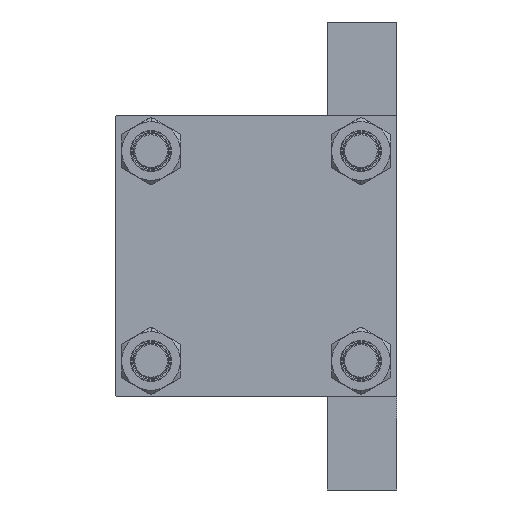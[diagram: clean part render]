
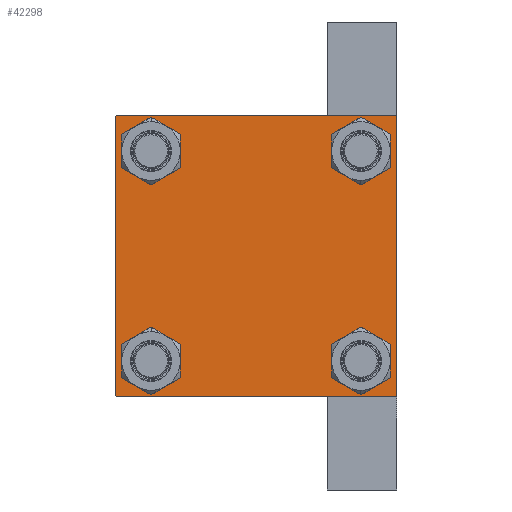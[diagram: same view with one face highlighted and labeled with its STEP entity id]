
A CAD part, left-side view. The second image highlights one B-rep face of the part: STEP entity #42298.
In plain terms, the highlighted planar face has unit normal (-1, 0, 0).
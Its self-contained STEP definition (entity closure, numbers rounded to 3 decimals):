
#132 = CARTESIAN_POINT ( 'NONE',  ( 0., 48.45, 56.95 ) ) ;
#630 = CIRCLE ( 'NONE', #34134, 8.5 ) ;
#818 = EDGE_CURVE ( 'NONE', #31265, #19567, #4994, .T. ) ;
#819 = FACE_BOUND ( 'NONE', #43171, .T. ) ;
#1383 = AXIS2_PLACEMENT_3D ( 'NONE', #27201, #42080, #45249 ) ;
#1575 = CARTESIAN_POINT ( 'NONE',  ( 0., 65., 65. ) ) ;
#1916 = CARTESIAN_POINT ( 'NONE',  ( 0., 48.45, 48.45 ) ) ;
#2240 = CARTESIAN_POINT ( 'NONE',  ( 0., 64.75, 64.75 ) ) ;
#3043 = CIRCLE ( 'NONE', #36556, 8.5 ) ;
#3783 = EDGE_LOOP ( 'NONE', ( #31027, #7764 ) ) ;
#4319 = CARTESIAN_POINT ( 'NONE',  ( 0., 48.45, -48.45 ) ) ;
#4400 = LINE ( 'NONE', #4648, #14301 ) ;
#4648 = CARTESIAN_POINT ( 'NONE',  ( 0., -64.75, -64.75 ) ) ;
#4767 = ORIENTED_EDGE ( 'NONE', *, *, #27165, .T. ) ;
#4994 = LINE ( 'NONE', #1575, #35017 ) ;
#5113 = CARTESIAN_POINT ( 'NONE',  ( 0., -48.45, -56.95 ) ) ;
#5434 = ORIENTED_EDGE ( 'NONE', *, *, #41126, .T. ) ;
#6265 = LINE ( 'NONE', #18862, #9429 ) ;
#6273 = VERTEX_POINT ( 'NONE', #21603 ) ;
#6602 = VERTEX_POINT ( 'NONE', #46918 ) ;
#6941 = VECTOR ( 'NONE', #18050, 1000. ) ;
#7094 = AXIS2_PLACEMENT_3D ( 'NONE', #15056, #19188, #45542 ) ;
#7384 = CIRCLE ( 'NONE', #38584, 8.5 ) ;
#7502 = EDGE_CURVE ( 'NONE', #35914, #37427, #9433, .T. ) ;
#7644 = FACE_BOUND ( 'NONE', #40171, .T. ) ;
#7764 = ORIENTED_EDGE ( 'NONE', *, *, #32216, .T. ) ;
#8133 = PLANE ( 'NONE',  #14897 ) ;
#9429 = VECTOR ( 'NONE', #43847, 1000. ) ;
#9433 = CIRCLE ( 'NONE', #7094, 8.5 ) ;
#9686 = CARTESIAN_POINT ( 'NONE',  ( 0., 64.5, -65. ) ) ;
#9957 = CIRCLE ( 'NONE', #1383, 8.5 ) ;
#9988 = DIRECTION ( 'NONE',  ( 0., 0., 1. ) ) ;
#10026 = VECTOR ( 'NONE', #10830, 1000. ) ;
#10830 = DIRECTION ( 'NONE',  ( 0., -0.707, -0.707 ) ) ;
#11193 = EDGE_CURVE ( 'NONE', #6602, #25450, #4400, .T. ) ;
#11396 = DIRECTION ( 'NONE',  ( 1., 0., 0. ) ) ;
#13794 = EDGE_LOOP ( 'NONE', ( #13841, #13999 ) ) ;
#13841 = ORIENTED_EDGE ( 'NONE', *, *, #34317, .T. ) ;
#13849 = EDGE_CURVE ( 'NONE', #22053, #25450, #15463, .T. ) ;
#13999 = ORIENTED_EDGE ( 'NONE', *, *, #7502, .T. ) ;
#14301 = VECTOR ( 'NONE', #34183, 1000. ) ;
#14672 = ORIENTED_EDGE ( 'NONE', *, *, #41206, .T. ) ;
#14897 = AXIS2_PLACEMENT_3D ( 'NONE', #19112, #26695, #26935 ) ;
#15043 = EDGE_CURVE ( 'NONE', #31237, #28899, #7384, .T. ) ;
#15056 = CARTESIAN_POINT ( 'NONE',  ( 0., 48.45, -48.45 ) ) ;
#15353 = AXIS2_PLACEMENT_3D ( 'NONE', #41890, #11396, #37759 ) ;
#15463 = LINE ( 'NONE', #44991, #40120 ) ;
#15670 = ORIENTED_EDGE ( 'NONE', *, *, #28082, .T. ) ;
#17148 = CARTESIAN_POINT ( 'NONE',  ( 0., -48.45, 39.95 ) ) ;
#17875 = EDGE_CURVE ( 'NONE', #29832, #26509, #30444, .T. ) ;
#18025 = DIRECTION ( 'NONE',  ( 1., 0., 0. ) ) ;
#18050 = DIRECTION ( 'NONE',  ( 0., -1., 0. ) ) ;
#18862 = CARTESIAN_POINT ( 'NONE',  ( 0., -64.75, 64.75 ) ) ;
#19112 = CARTESIAN_POINT ( 'NONE',  ( 0., 0., 0. ) ) ;
#19188 = DIRECTION ( 'NONE',  ( 1., 0., 0. ) ) ;
#19340 = DIRECTION ( 'NONE',  ( 0., 0., 1. ) ) ;
#19354 = FACE_OUTER_BOUND ( 'NONE', #41492, .T. ) ;
#19363 = CIRCLE ( 'NONE', #15353, 8.5 ) ;
#19567 = VERTEX_POINT ( 'NONE', #23686 ) ;
#20225 = CARTESIAN_POINT ( 'NONE',  ( 0., 65., 64.5 ) ) ;
#20701 = ORIENTED_EDGE ( 'NONE', *, *, #13849, .F. ) ;
#21603 = CARTESIAN_POINT ( 'NONE',  ( 0., 48.45, 39.95 ) ) ;
#21616 = CARTESIAN_POINT ( 'NONE',  ( 0., 48.45, -39.95 ) ) ;
#21908 = VECTOR ( 'NONE', #42990, 1000. ) ;
#22053 = VERTEX_POINT ( 'NONE', #37181 ) ;
#22208 = DIRECTION ( 'NONE',  ( 0., 0., 1. ) ) ;
#22298 = DIRECTION ( 'NONE',  ( 0., 0., -1. ) ) ;
#23370 = DIRECTION ( 'NONE',  ( 0., -1., 0. ) ) ;
#23686 = CARTESIAN_POINT ( 'NONE',  ( 0., 65., -64.5 ) ) ;
#24025 = DIRECTION ( 'NONE',  ( 0., 0., -1. ) ) ;
#25163 = CARTESIAN_POINT ( 'NONE',  ( 0., -48.45, 48.45 ) ) ;
#25352 = CARTESIAN_POINT ( 'NONE',  ( 0., -48.45, -39.95 ) ) ;
#25450 = VERTEX_POINT ( 'NONE', #37650 ) ;
#25628 = CARTESIAN_POINT ( 'NONE',  ( 0., 65., -65. ) ) ;
#25983 = CARTESIAN_POINT ( 'NONE',  ( 0., -64.5, 65. ) ) ;
#26509 = VERTEX_POINT ( 'NONE', #25983 ) ;
#26680 = DIRECTION ( 'NONE',  ( 1., 0., 0. ) ) ;
#26695 = DIRECTION ( 'NONE',  ( -1., 0., 0. ) ) ;
#26796 = CARTESIAN_POINT ( 'NONE',  ( 0., 65., 65. ) ) ;
#26935 = DIRECTION ( 'NONE',  ( 0., 0., 1. ) ) ;
#27165 = EDGE_CURVE ( 'NONE', #40941, #6602, #36617, .T. ) ;
#27201 = CARTESIAN_POINT ( 'NONE',  ( 0., 48.45, 48.45 ) ) ;
#27295 = ORIENTED_EDGE ( 'NONE', *, *, #15043, .T. ) ;
#28082 = EDGE_CURVE ( 'NONE', #37530, #6273, #3043, .T. ) ;
#28899 = VERTEX_POINT ( 'NONE', #17148 ) ;
#29298 = DIRECTION ( 'NONE',  ( 1., 0., 0. ) ) ;
#29603 = CARTESIAN_POINT ( 'NONE',  ( 0., 64.75, -64.75 ) ) ;
#29832 = VERTEX_POINT ( 'NONE', #37651 ) ;
#30428 = DIRECTION ( 'NONE',  ( 1., 0., 0. ) ) ;
#30444 = LINE ( 'NONE', #26796, #31665 ) ;
#31027 = ORIENTED_EDGE ( 'NONE', *, *, #37259, .T. ) ;
#31152 = DIRECTION ( 'NONE',  ( 0., 0., 1. ) ) ;
#31237 = VERTEX_POINT ( 'NONE', #43407 ) ;
#31265 = VERTEX_POINT ( 'NONE', #20225 ) ;
#31346 = VERTEX_POINT ( 'NONE', #25352 ) ;
#31665 = VECTOR ( 'NONE', #23370, 1000. ) ;
#32216 = EDGE_CURVE ( 'NONE', #40628, #31346, #19363, .T. ) ;
#32867 = ORIENTED_EDGE ( 'NONE', *, *, #35975, .T. ) ;
#33096 = ORIENTED_EDGE ( 'NONE', *, *, #40345, .T. ) ;
#33649 = EDGE_CURVE ( 'NONE', #6273, #37530, #9957, .T. ) ;
#34134 = AXIS2_PLACEMENT_3D ( 'NONE', #4319, #30428, #31152 ) ;
#34183 = DIRECTION ( 'NONE',  ( 0., -0.707, 0.707 ) ) ;
#34317 = EDGE_CURVE ( 'NONE', #37427, #35914, #630, .T. ) ;
#35017 = VECTOR ( 'NONE', #24025, 1000. ) ;
#35193 = LINE ( 'NONE', #2240, #21908 ) ;
#35914 = VERTEX_POINT ( 'NONE', #36455 ) ;
#35975 = EDGE_CURVE ( 'NONE', #19567, #40941, #44252, .T. ) ;
#36455 = CARTESIAN_POINT ( 'NONE',  ( 0., 48.45, -56.95 ) ) ;
#36556 = AXIS2_PLACEMENT_3D ( 'NONE', #1916, #39016, #42432 ) ;
#36592 = CARTESIAN_POINT ( 'NONE',  ( 0., -48.45, -48.45 ) ) ;
#36617 = LINE ( 'NONE', #25628, #6941 ) ;
#37181 = CARTESIAN_POINT ( 'NONE',  ( 0., -65., 64.5 ) ) ;
#37259 = EDGE_CURVE ( 'NONE', #31346, #40628, #42052, .T. ) ;
#37427 = VERTEX_POINT ( 'NONE', #21616 ) ;
#37530 = VERTEX_POINT ( 'NONE', #132 ) ;
#37650 = CARTESIAN_POINT ( 'NONE',  ( 0., -65., -64.5 ) ) ;
#37651 = CARTESIAN_POINT ( 'NONE',  ( 0., 64.5, 65. ) ) ;
#37686 = FACE_BOUND ( 'NONE', #13794, .T. ) ;
#37759 = DIRECTION ( 'NONE',  ( 0., 0., 1. ) ) ;
#37909 = CARTESIAN_POINT ( 'NONE',  ( 0., -48.45, 48.45 ) ) ;
#38159 = AXIS2_PLACEMENT_3D ( 'NONE', #36592, #18025, #9988 ) ;
#38584 = AXIS2_PLACEMENT_3D ( 'NONE', #25163, #29298, #22208 ) ;
#39016 = DIRECTION ( 'NONE',  ( 1., 0., 0. ) ) ;
#40120 = VECTOR ( 'NONE', #22298, 1000. ) ;
#40171 = EDGE_LOOP ( 'NONE', ( #15670, #43899 ) ) ;
#40345 = EDGE_CURVE ( 'NONE', #29832, #31265, #35193, .T. ) ;
#40621 = CIRCLE ( 'NONE', #41410, 8.5 ) ;
#40628 = VERTEX_POINT ( 'NONE', #5113 ) ;
#40941 = VERTEX_POINT ( 'NONE', #9686 ) ;
#41088 = FACE_BOUND ( 'NONE', #3783, .T. ) ;
#41126 = EDGE_CURVE ( 'NONE', #22053, #26509, #6265, .T. ) ;
#41206 = EDGE_CURVE ( 'NONE', #28899, #31237, #40621, .T. ) ;
#41410 = AXIS2_PLACEMENT_3D ( 'NONE', #37909, #26680, #19340 ) ;
#41492 = EDGE_LOOP ( 'NONE', ( #45735, #32867, #4767, #42864, #20701, #5434, #46757, #33096 ) ) ;
#41890 = CARTESIAN_POINT ( 'NONE',  ( 0., -48.45, -48.45 ) ) ;
#42052 = CIRCLE ( 'NONE', #38159, 8.5 ) ;
#42080 = DIRECTION ( 'NONE',  ( 1., 0., 0. ) ) ;
#42298 = ADVANCED_FACE ( 'NONE', ( #819, #41088, #37686, #7644, #19354 ), #8133, .T. ) ;
#42432 = DIRECTION ( 'NONE',  ( 0., 0., 1. ) ) ;
#42864 = ORIENTED_EDGE ( 'NONE', *, *, #11193, .T. ) ;
#42990 = DIRECTION ( 'NONE',  ( 0., 0.707, -0.707 ) ) ;
#43171 = EDGE_LOOP ( 'NONE', ( #27295, #14672 ) ) ;
#43407 = CARTESIAN_POINT ( 'NONE',  ( 0., -48.45, 56.95 ) ) ;
#43847 = DIRECTION ( 'NONE',  ( 0., 0.707, 0.707 ) ) ;
#43899 = ORIENTED_EDGE ( 'NONE', *, *, #33649, .T. ) ;
#44252 = LINE ( 'NONE', #29603, #10026 ) ;
#44991 = CARTESIAN_POINT ( 'NONE',  ( 0., -65., 65. ) ) ;
#45249 = DIRECTION ( 'NONE',  ( 0., 0., 1. ) ) ;
#45542 = DIRECTION ( 'NONE',  ( 0., 0., 1. ) ) ;
#45735 = ORIENTED_EDGE ( 'NONE', *, *, #818, .T. ) ;
#46757 = ORIENTED_EDGE ( 'NONE', *, *, #17875, .F. ) ;
#46918 = CARTESIAN_POINT ( 'NONE',  ( 0., -64.5, -65. ) ) ;
